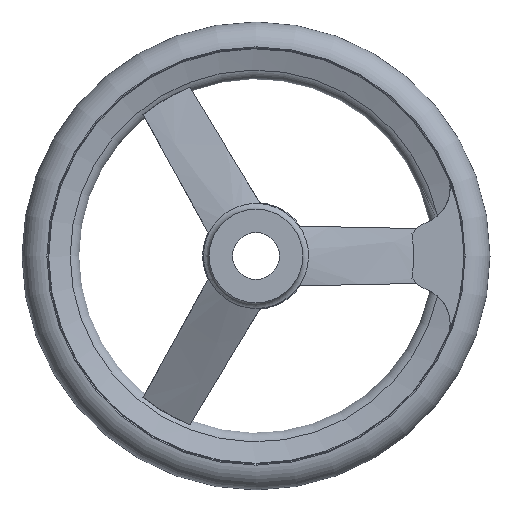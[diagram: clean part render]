
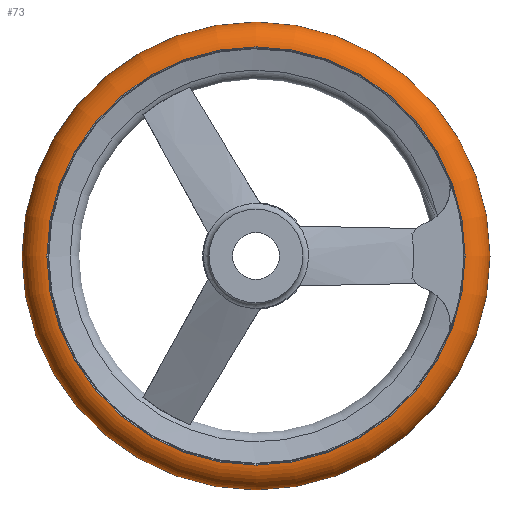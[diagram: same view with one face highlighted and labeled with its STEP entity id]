
A CAD part, front view. The second image highlights one B-rep face of the part: STEP entity #73.
In plain terms, the highlighted toroidal (fillet/blend) face has major radius 80 mm and minor radius 10 mm.
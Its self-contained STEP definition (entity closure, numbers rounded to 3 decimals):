
#73 = ADVANCED_FACE( '', ( #177, #178, #179 ), #180, .T. );
#177 = FACE_BOUND( '', #331, .T. );
#178 = FACE_OUTER_BOUND( '', #332, .T. );
#179 = FACE_OUTER_BOUND( '', #333, .T. );
#180 = TOROIDAL_SURFACE( '', #334, 80., 10. );
#331 = VERTEX_LOOP( '', #532 );
#332 = EDGE_LOOP( '', ( #533 ) );
#333 = EDGE_LOOP( '', ( #534 ) );
#334 = AXIS2_PLACEMENT_3D( '', #535, #536, #537 );
#532 = VERTEX_POINT( '', #869 );
#533 = ORIENTED_EDGE( '', *, *, #870, .T. );
#534 = ORIENTED_EDGE( '', *, *, #871, .F. );
#535 = CARTESIAN_POINT( '', ( 0., 32.5, 0. ) );
#536 = DIRECTION( '', ( 0., -1., 0. ) );
#537 = DIRECTION( '', ( 0., 0., -1. ) );
#869 = CARTESIAN_POINT( '', ( 0., 32.5, -90. ) );
#870 = EDGE_CURVE( '', #1021, #1021, #1022, .T. );
#871 = EDGE_CURVE( '', #1023, #1023, #1024, .T. );
#1021 = VERTEX_POINT( '', #1303 );
#1022 = CIRCLE( '', #1304, 80.417 );
#1023 = VERTEX_POINT( '', #1305 );
#1024 = CIRCLE( '', #1306, 80.417 );
#1303 = CARTESIAN_POINT( '', ( 0., 42.491, -80.417 ) );
#1304 = AXIS2_PLACEMENT_3D( '', #1852, #1853, #1854 );
#1305 = CARTESIAN_POINT( '', ( 0., 22.509, -80.417 ) );
#1306 = AXIS2_PLACEMENT_3D( '', #1855, #1856, #1857 );
#1852 = CARTESIAN_POINT( '', ( 0., 42.491, 0. ) );
#1853 = DIRECTION( '', ( 0., -1., 0. ) );
#1854 = DIRECTION( '', ( 0., 0., -1. ) );
#1855 = CARTESIAN_POINT( '', ( 0., 22.509, 0. ) );
#1856 = DIRECTION( '', ( 0., -1., 0. ) );
#1857 = DIRECTION( '', ( 0., 0., -1. ) );
